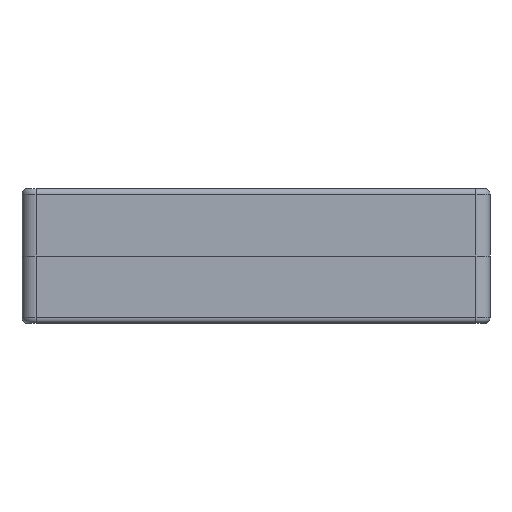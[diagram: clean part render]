
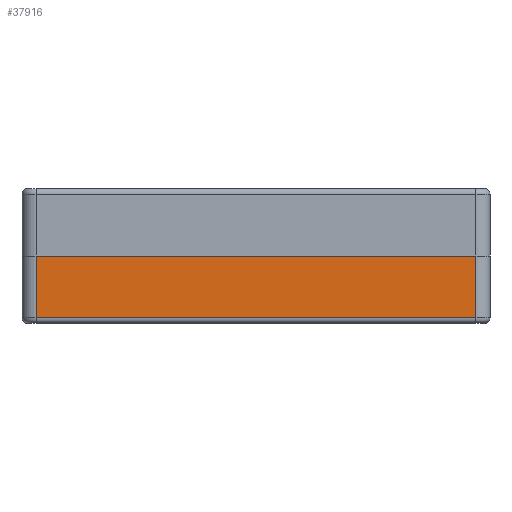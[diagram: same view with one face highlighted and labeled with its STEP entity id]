
A CAD part, front view. The second image highlights one B-rep face of the part: STEP entity #37916.
In plain terms, the highlighted planar face has unit normal (0, -1, 0).
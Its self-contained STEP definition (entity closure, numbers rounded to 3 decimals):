
#307 = FACE_OUTER_BOUND ( 'NONE', #18852, .T. ) ;
#1466 = VERTEX_POINT ( 'NONE', #10705 ) ;
#1609 = VECTOR ( 'NONE', #29452, 1000. ) ;
#2641 = CARTESIAN_POINT ( 'NONE',  ( -78.25, -68.75, 24. ) ) ;
#4201 = CARTESIAN_POINT ( 'NONE',  ( 78.25, -68.75, 24. ) ) ;
#5232 = ORIENTED_EDGE ( 'NONE', *, *, #12437, .F. ) ;
#5573 = VERTEX_POINT ( 'NONE', #4201 ) ;
#8175 = EDGE_CURVE ( 'NONE', #1466, #30192, #23197, .T. ) ;
#10615 = ORIENTED_EDGE ( 'NONE', *, *, #39624, .F. ) ;
#10705 = CARTESIAN_POINT ( 'NONE',  ( -78.25, -68.75, 24. ) ) ;
#12437 = EDGE_CURVE ( 'NONE', #1466, #5573, #31942, .T. ) ;
#13496 = CARTESIAN_POINT ( 'NONE',  ( 0., -68.75, 24. ) ) ;
#13766 = LINE ( 'NONE', #14432, #37217 ) ;
#14432 = CARTESIAN_POINT ( 'NONE',  ( 0., -68.75, 2. ) ) ;
#17715 = LINE ( 'NONE', #21751, #37168 ) ;
#18852 = EDGE_LOOP ( 'NONE', ( #23145, #19917, #10615, #5232 ) ) ;
#19671 = EDGE_CURVE ( 'NONE', #30192, #27808, #13766, .T. ) ;
#19917 = ORIENTED_EDGE ( 'NONE', *, *, #19671, .T. ) ;
#20430 = PLANE ( 'NONE',  #38508 ) ;
#21751 = CARTESIAN_POINT ( 'NONE',  ( 78.25, -68.75, 24. ) ) ;
#23145 = ORIENTED_EDGE ( 'NONE', *, *, #8175, .T. ) ;
#23197 = LINE ( 'NONE', #2641, #1609 ) ;
#24210 = DIRECTION ( 'NONE',  ( -1., 0., 0. ) ) ;
#24711 = DIRECTION ( 'NONE',  ( 1., 0., 0. ) ) ;
#27808 = VERTEX_POINT ( 'NONE', #35170 ) ;
#28003 = DIRECTION ( 'NONE',  ( 0., 0., -1. ) ) ;
#28362 = DIRECTION ( 'NONE',  ( 1., 0., 0. ) ) ;
#29452 = DIRECTION ( 'NONE',  ( 0., 0., -1. ) ) ;
#29533 = VECTOR ( 'NONE', #28362, 1000. ) ;
#30192 = VERTEX_POINT ( 'NONE', #42425 ) ;
#31942 = LINE ( 'NONE', #38413, #29533 ) ;
#35170 = CARTESIAN_POINT ( 'NONE',  ( 78.25, -68.75, 2. ) ) ;
#37168 = VECTOR ( 'NONE', #28003, 1000. ) ;
#37217 = VECTOR ( 'NONE', #24711, 1000. ) ;
#37916 = ADVANCED_FACE ( 'NONE', ( #307 ), #20430, .F. ) ;
#38413 = CARTESIAN_POINT ( 'NONE',  ( 0., -68.75, 24. ) ) ;
#38508 = AXIS2_PLACEMENT_3D ( 'NONE', #13496, #40764, #24210 ) ;
#39624 = EDGE_CURVE ( 'NONE', #5573, #27808, #17715, .T. ) ;
#40764 = DIRECTION ( 'NONE',  ( 0., 1., 0. ) ) ;
#42425 = CARTESIAN_POINT ( 'NONE',  ( -78.25, -68.75, 2. ) ) ;
